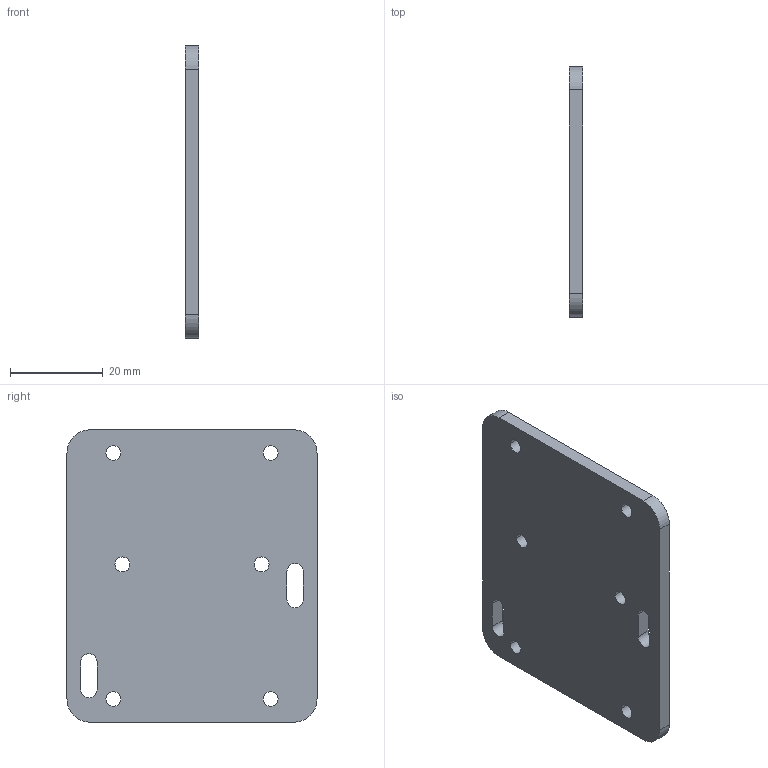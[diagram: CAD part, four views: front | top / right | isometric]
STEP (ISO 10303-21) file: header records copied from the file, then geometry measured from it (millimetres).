
FILE_DESCRIPTION(('CATIA V5 STEP Exchange'),'2;1');
FILE_NAME('D008.stp','2023-04-11T15:03:39+00:00',('none'),('none'),'CATIA Version 5-6 Release 2018','CATIA V5 STEP AP203','none');
FILE_SCHEMA(('CONFIG_CONTROL_DESIGN'));
Length unit declared in the file: millimetre
Products named in the file (1): B X plate 
Bounding box: 3 x 53.9 x 63 mm (x, y, z)
Volume: 9794.2 mm3; surface area: 7524.1 mm2
Topology: 1 solids, 1 shells, 30 faces, 84 edges, 62 vertices
Faces by surface type: cylinder 20, plane 10
Entity records: 1000 total; most frequent: CARTESIAN_POINT 171, ORIENTED_EDGE 168, DIRECTION 132, EDGE_CURVE 84, AXIS2_PLACEMENT_3D 65, VERTEX_POINT 56, EDGE_LOOP 46, VECTOR 44
